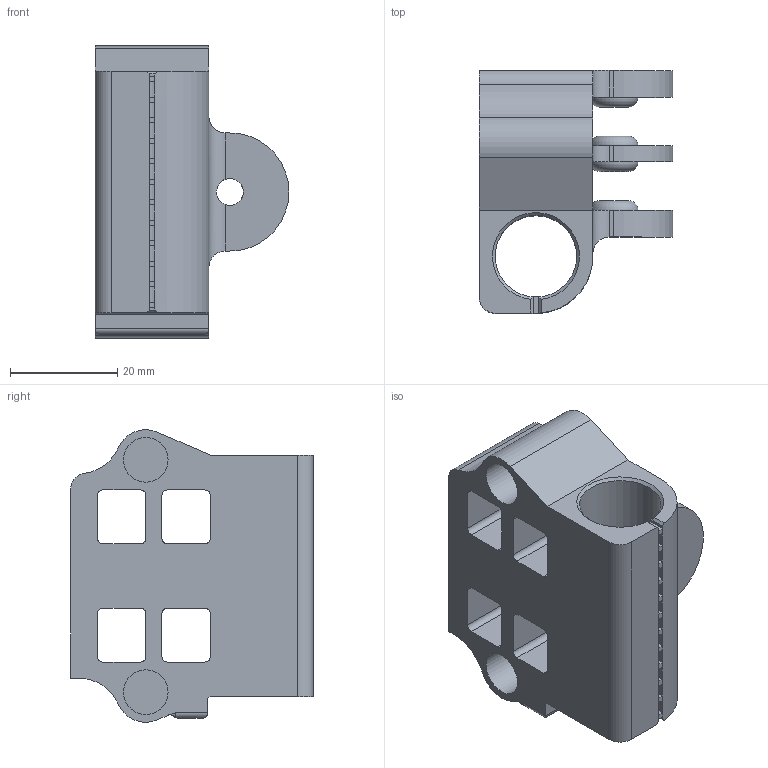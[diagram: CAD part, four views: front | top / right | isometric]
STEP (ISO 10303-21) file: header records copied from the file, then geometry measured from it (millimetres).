
FILE_DESCRIPTION(/* description */ (''),/* implementation_level */ '2;1');
FILE_NAME(/* name */ 'Y Carrier.stp',/* time_stamp */ '2019-04-08T09:48:20+01:00',/* author */ ('Ax'),/* organization */ (''),/* preprocessor_version */ 'ST-DEVELOPER v17.2',/* originating_system */ 'Autodesk Inventor 2019',/* authorisation */ '');
FILE_SCHEMA (('AUTOMOTIVE_DESIGN { 1 0 10303 214 3 1 1 }'));
Length unit declared in the file: millimetre
Products named in the file (1): X Carrrier
Bounding box: 36.1 x 45.2 x 54.43 mm (x, y, z)
Volume: 28142.2 mm3; surface area: 15187.9 mm2
Topology: 1 solids, 1 shells, 171 faces, 499 edges, 308 vertices
Faces by surface type: plane 104, cylinder 51, bspline 10, torus 4, cone 2
Full cylindrical faces by diameter (mm): 5 x3, 8.3 x2, 12.1 x1
Entity records: 6252 total; most frequent: CARTESIAN_POINT 1651, ORIENTED_EDGE 998, DIRECTION 911, EDGE_CURVE 499, LINE 343, VECTOR 343, VERTEX_POINT 308, AXIS2_PLACEMENT_3D 284
